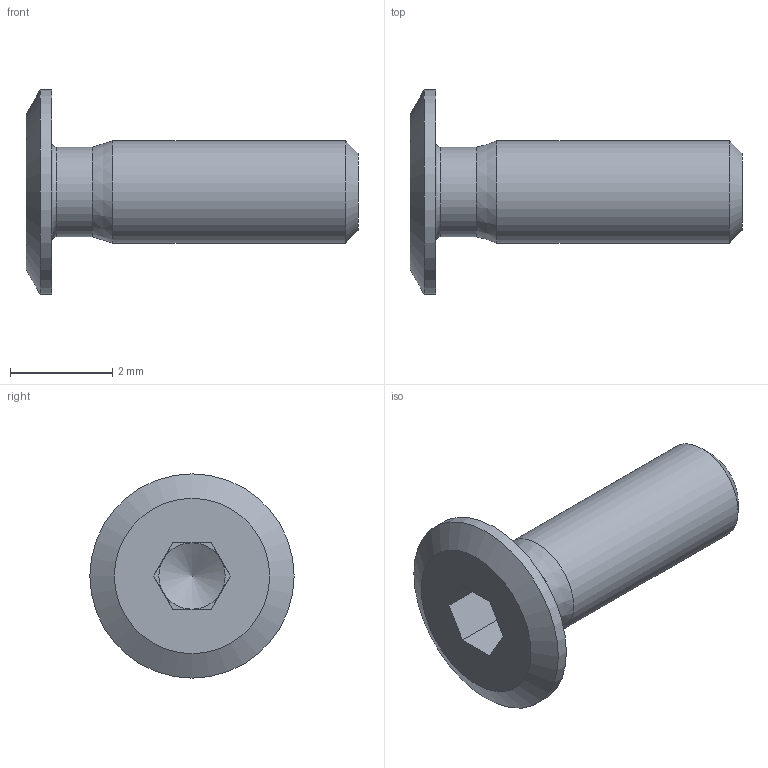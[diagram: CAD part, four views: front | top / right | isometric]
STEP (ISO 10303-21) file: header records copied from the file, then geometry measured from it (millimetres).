
FILE_DESCRIPTION(/* description */ (''),/* implementation_level */ '2;1');
FILE_NAME(/* name */ 'CBSTSR2-6 v1.step',/* time_stamp */ '2021-05-20T07:32:49+09:00',/* author */ (''),/* organization */ (''),/* preprocessor_version */ 'ST-DEVELOPER v18.1',/* originating_system */ 'Autodesk Translation Framework v10.6.0.1341',/* authorisation */ '');
FILE_SCHEMA (('AUTOMOTIVE_DESIGN { 1 0 10303 214 3 1 1 }'));
Length unit declared in the file: millimetre
Products named in the file (1): CBSTSR2-6
Bounding box: 6.5 x 4 x 4 mm (x, y, z)
Volume: 21.6 mm3; surface area: 70.9 mm2
Topology: 1 solids, 1 shells, 23 faces, 51 edges, 31 vertices
Faces by surface type: plane 15, cone 4, cylinder 3, torus 1
Full cylindrical faces by diameter (mm): 1.754 x1, 2 x1, 4 x1
Entity records: 668 total; most frequent: DIRECTION 117, CARTESIAN_POINT 105, ORIENTED_EDGE 100, EDGE_CURVE 50, AXIS2_PLACEMENT_3D 43, LINE 31, VECTOR 31, VERTEX_POINT 31
